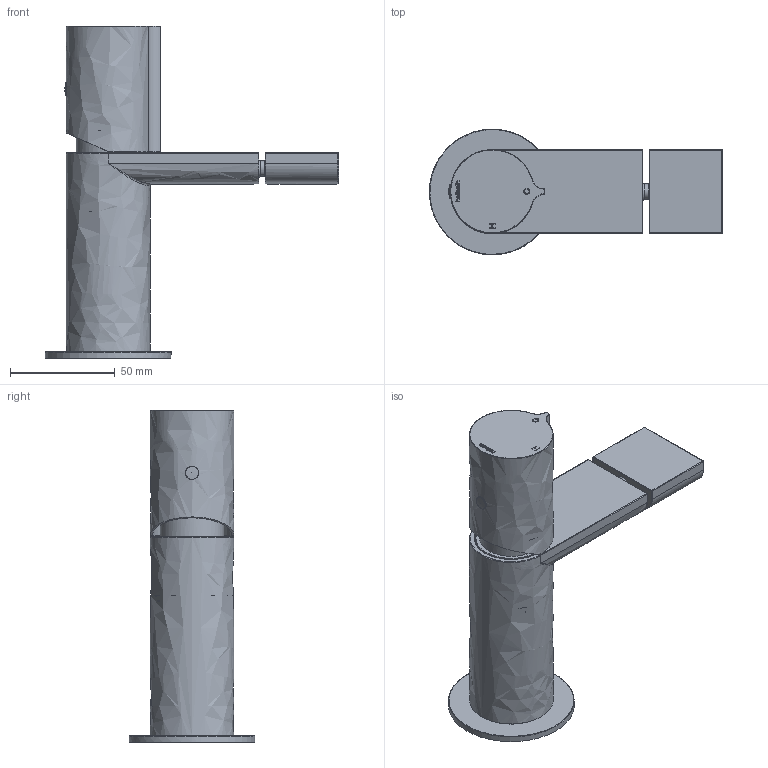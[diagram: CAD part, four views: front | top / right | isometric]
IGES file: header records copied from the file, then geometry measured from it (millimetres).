
Start section: C
Global section: file name: GT018-00.igs; native system: By Siemens PLM Incorporated; preprocessor: XPlus GENERIC/IGES 27.1.215; author: Author; organization: Title; date: 20260206.173223; units: millimetre
Bounding box: 140 x 60 x 158.6 mm (x, y, z)
Volume: 120361.8 mm3; surface area: 71546.1 mm2
Topology: 9 solids, 10 shells, 1970 faces, 5301 edges, 3299 vertices
Faces by surface type: bspline 1970
